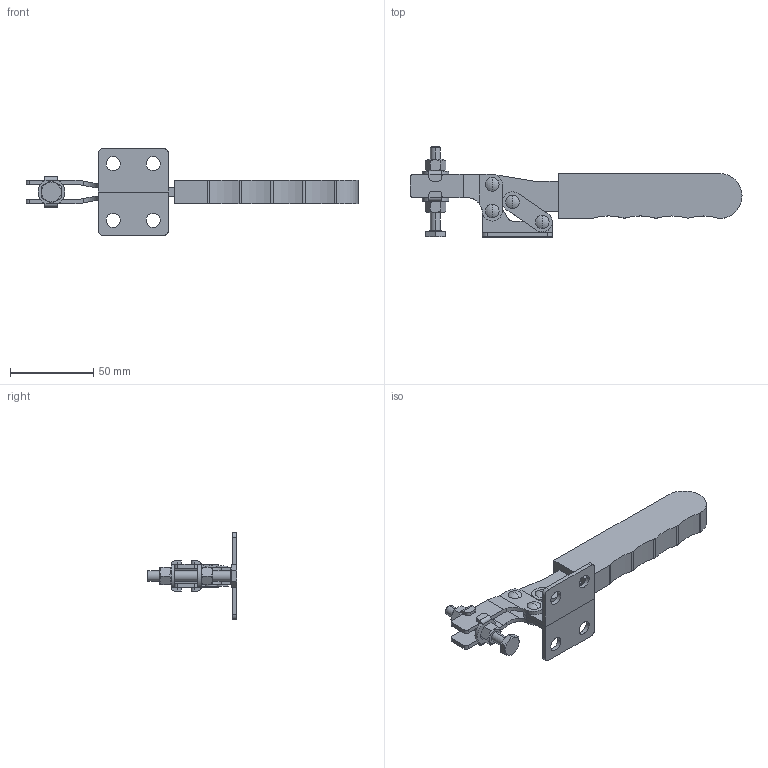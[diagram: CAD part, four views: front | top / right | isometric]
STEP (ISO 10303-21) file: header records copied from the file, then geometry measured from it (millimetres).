
FILE_DESCRIPTION (( 'STEP AP214' ), '1' );
FILE_NAME ('GH-21382-SS(Â²¤Æ).STEP', '2020-07-15T06:43:34', ( 'LinWei' ), ( '' ), 'SwSTEP 2.0', 'SolidWorks 2016', '' );
FILE_SCHEMA (( 'AUTOMOTIVE_DESIGN' ));
Length unit declared in the file: millimetre
Products named in the file (6): Group5^GH-21382(簡化); Group4^GH-21382(簡化); Group3^GH-21382(簡化); Group2^GH-21382(簡化); Group1^GH-21382(簡化); GH-21382-SS(簡化)
Assembly tree (5 placements, depth 2):
  GH-21382-SS(簡化)
    Group1^GH-21382(簡化)
    Group2^GH-21382(簡化)
    Group3^GH-21382(簡化)
    Group4^GH-21382(簡化)
    Group5^GH-21382(簡化)
Bounding box: 198.99 x 53.9 x 52 mm (x, y, z)
Volume: 61332.1 mm3; surface area: 26879.5 mm2
Topology: 5 solids, 6 shells, 241 faces, 592 edges, 384 vertices
Faces by surface type: plane 111, cylinder 108, cone 12, sphere 8, torus 2
Entity records: 8598 total; most frequent: CARTESIAN_POINT 1603, DIRECTION 1272, ORIENTED_EDGE 1184, EDGE_CURVE 592, AXIS2_PLACEMENT_3D 481, VERTEX_POINT 384, VECTOR 310, LINE 310
